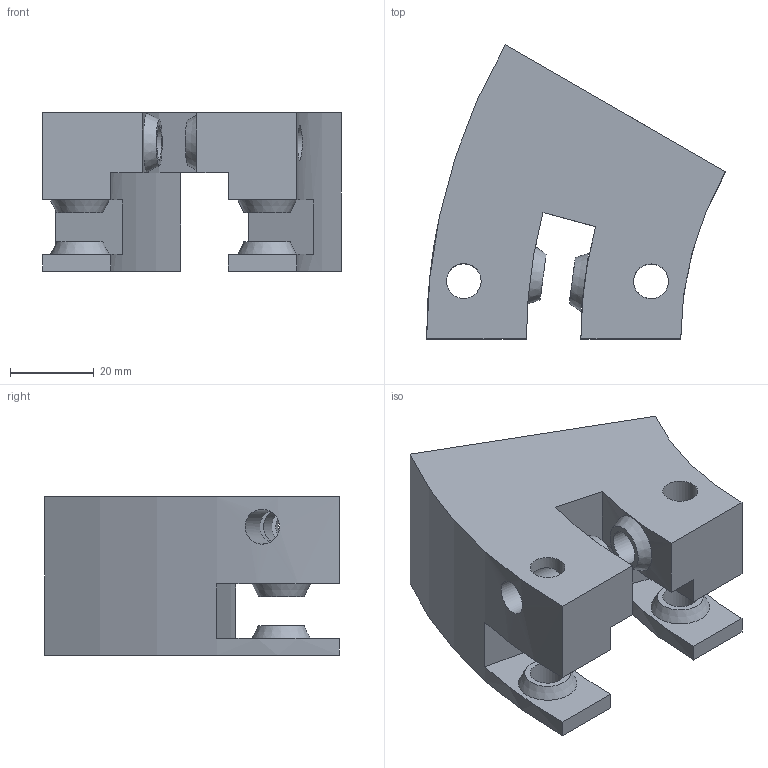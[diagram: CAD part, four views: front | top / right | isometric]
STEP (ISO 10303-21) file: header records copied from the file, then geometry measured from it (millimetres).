
FILE_DESCRIPTION(('STEP AP214'), '1');
FILE_NAME('Carriage (V1)', '', ('UNSPECIFIED'), ('UNSPECIFIED'), 'C3D Converter', 'C3D Toolkit', '');
FILE_SCHEMA(('AUTOMOTIVE_DESIGN { 1 0 10303 214 3 1 1}'));
Length unit declared in the file: millimetre
Bounding box: 71.28 x 70.15 x 37.8 mm (x, y, z)
Volume: 73450.6 mm3; surface area: 20208.1 mm2
Topology: 1 solids, 1 shells, 48 faces, 158 edges, 119 vertices
Faces by surface type: plane 26, cylinder 16, cone 6
Full cylindrical faces by diameter (mm): 8.3 x6
Entity records: 3062 total; most frequent: CARTESIAN_POINT 1757, DIRECTION 244, ORIENTED_EDGE 222, EDGE_CURVE 111, AXIS2_PLACEMENT_3D 98, VERTEX_POINT 83, EDGE_LOOP 82, FACE_BOUND 60
